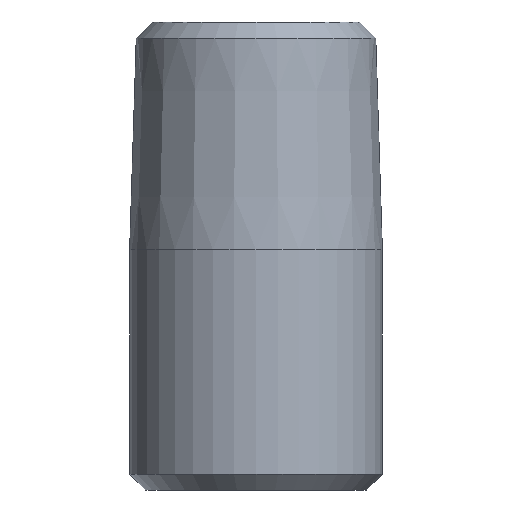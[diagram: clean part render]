
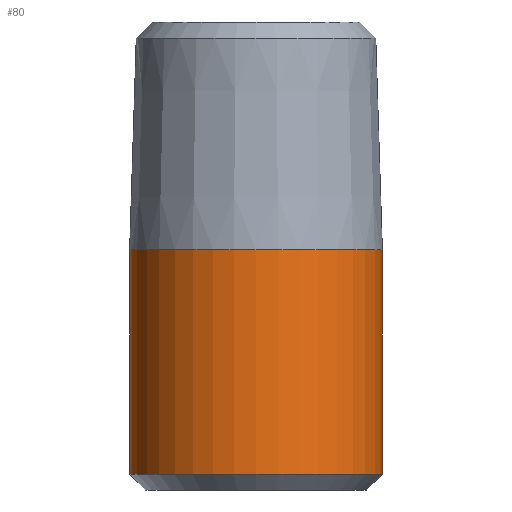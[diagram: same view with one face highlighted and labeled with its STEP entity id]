
A CAD part, front view. The second image highlights one B-rep face of the part: STEP entity #80.
In plain terms, the highlighted cylindrical face has radius 5.144 mm (diameter 10.287 mm), a partial arc.
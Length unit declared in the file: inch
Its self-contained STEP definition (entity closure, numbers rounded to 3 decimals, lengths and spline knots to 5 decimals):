
#12 = DIRECTION ( 'NONE',  ( -1., 0., 0. ) ) ;
#21 = ORIENTED_EDGE ( 'NONE', *, *, #152, .F. ) ;
#29 = EDGE_CURVE ( 'NONE', #62, #282, #344, .T. ) ;
#34 = AXIS2_PLACEMENT_3D ( 'NONE', #439, #204, #12 ) ;
#58 = CARTESIAN_POINT ( 'NONE',  ( 0.2025, 0., 0.385 ) ) ;
#59 = ORIENTED_EDGE ( 'NONE', *, *, #129, .T. ) ;
#62 = VERTEX_POINT ( 'NONE', #259 ) ;
#70 = DIRECTION ( 'NONE',  ( -1., 0., 0. ) ) ;
#80 = ADVANCED_FACE ( 'NONE', ( #386 ), #262, .T. ) ;
#105 = CIRCLE ( 'NONE', #34, 0.2025 ) ;
#129 = EDGE_CURVE ( 'NONE', #238, #352, #105, .T. ) ;
#133 = LINE ( 'NONE', #285, #181 ) ;
#139 = EDGE_CURVE ( 'NONE', #352, #62, #133, .T. ) ;
#151 = DIRECTION ( 'NONE',  ( 0., 0., -1. ) ) ;
#152 = EDGE_CURVE ( 'NONE', #238, #282, #209, .T. ) ;
#165 = DIRECTION ( 'NONE',  ( 0., 0., -1. ) ) ;
#181 = VECTOR ( 'NONE', #165, 39.37008 ) ;
#185 = DIRECTION ( 'NONE',  ( 0., 0., 1. ) ) ;
#204 = DIRECTION ( 'NONE',  ( 0., 0., -1. ) ) ;
#208 = ORIENTED_EDGE ( 'NONE', *, *, #139, .T. ) ;
#209 = LINE ( 'NONE', #478, #252 ) ;
#235 = CARTESIAN_POINT ( 'NONE',  ( -0.2025, 0., 0.385 ) ) ;
#238 = VERTEX_POINT ( 'NONE', #58 ) ;
#252 = VECTOR ( 'NONE', #310, 39.37008 ) ;
#259 = CARTESIAN_POINT ( 'NONE',  ( -0.2025, 0., 0.025 ) ) ;
#262 = CYLINDRICAL_SURFACE ( 'NONE', #438, 0.2025 ) ;
#282 = VERTEX_POINT ( 'NONE', #406 ) ;
#285 = CARTESIAN_POINT ( 'NONE',  ( -0.2025, 0., 0.75 ) ) ;
#293 = CARTESIAN_POINT ( 'NONE',  ( 0., 0., 0.025 ) ) ;
#297 = AXIS2_PLACEMENT_3D ( 'NONE', #293, #185, #305 ) ;
#305 = DIRECTION ( 'NONE',  ( 1., 0., 0. ) ) ;
#310 = DIRECTION ( 'NONE',  ( 0., 0., -1. ) ) ;
#344 = CIRCLE ( 'NONE', #297, 0.2025 ) ;
#352 = VERTEX_POINT ( 'NONE', #235 ) ;
#386 = FACE_OUTER_BOUND ( 'NONE', #477, .T. ) ;
#391 = ORIENTED_EDGE ( 'NONE', *, *, #29, .T. ) ;
#406 = CARTESIAN_POINT ( 'NONE',  ( 0.2025, 0., 0.025 ) ) ;
#438 = AXIS2_PLACEMENT_3D ( 'NONE', #500, #151, #70 ) ;
#439 = CARTESIAN_POINT ( 'NONE',  ( 0., 0., 0.385 ) ) ;
#477 = EDGE_LOOP ( 'NONE', ( #21, #59, #208, #391 ) ) ;
#478 = CARTESIAN_POINT ( 'NONE',  ( 0.2025, 0., 0.75 ) ) ;
#500 = CARTESIAN_POINT ( 'NONE',  ( 0., 0., 0.75 ) ) ;
